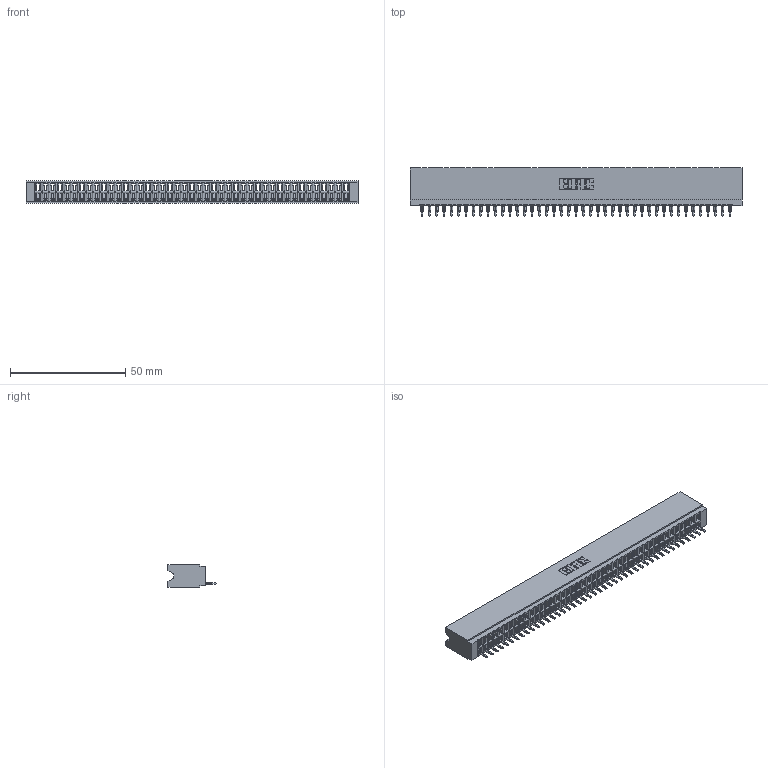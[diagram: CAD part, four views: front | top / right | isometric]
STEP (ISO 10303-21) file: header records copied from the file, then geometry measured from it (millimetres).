
FILE_DESCRIPTION (( 'STEP AP203' ), '1' );
FILE_NAME ('746-043-520-506.STEP', '2026-03-04T16:50:18', ( '' ), ( '' ), 'SwSTEP 2.0', 'SolidWorks 2023', '' );
FILE_SCHEMA (( 'CONFIG_CONTROL_DESIGN' ));
Length unit declared in the file: millimetre
Products named in the file (3): 746-292-001_520; 746-043-520-506; 746 Part_.340 Slot Depth - 06
Assembly tree (44 placements, depth 2):
  746-043-520-506
    746 Part_.340 Slot Depth - 06
    746-292-001_520  x43
Bounding box: 143.76 x 20.82 x 9.91 mm (x, y, z)
Volume: 16045.4 mm3; surface area: 21347.9 mm2
Topology: 44 solids, 44 shells, 4742 faces, 13466 edges, 8646 vertices
Faces by surface type: plane 2765, bspline 860, cylinder 859, torus 258
Entity records: 64855 total; most frequent: CARTESIAN_POINT 13115, ORIENTED_EDGE 11392, DIRECTION 9424, EDGE_CURVE 5696, VECTOR 5082, LINE 5082, VERTEX_POINT 3774, AXIS2_PLACEMENT_3D 2171
